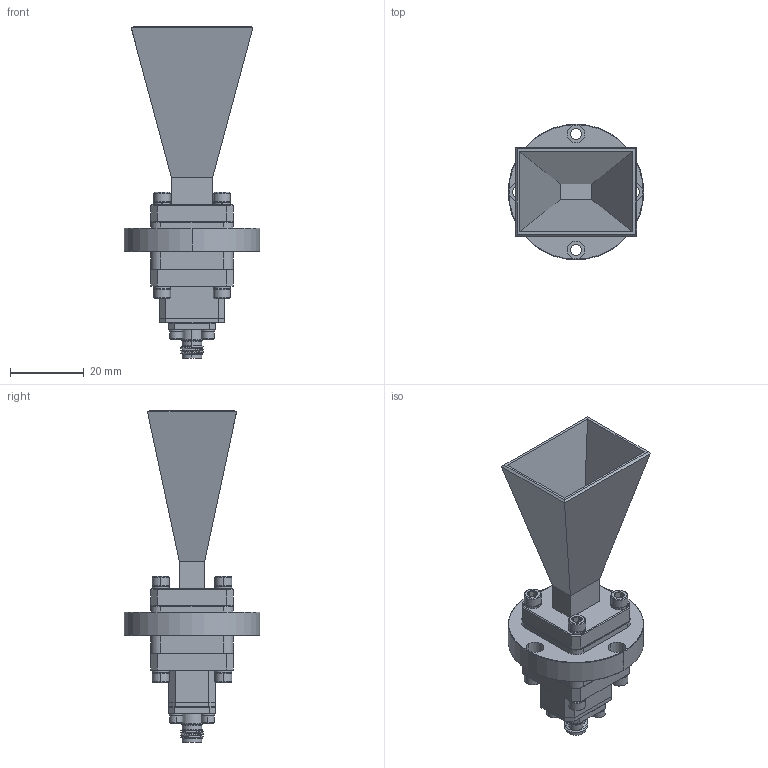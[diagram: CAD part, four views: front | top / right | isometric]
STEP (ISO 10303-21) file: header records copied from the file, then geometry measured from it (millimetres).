
FILE_DESCRIPTION (( 'STEP AP203' ), '1' );
FILE_NAME ('SAR-1725-34KF-E2-WR.STEP', '2019-10-25T21:44:54', ( '' ), ( '' ), 'SwSTEP 2.0', 'SolidWorks 2016', '' );
FILE_SCHEMA (( 'CONFIG_CONTROL_DESIGN' ));
Length unit declared in the file: inch
Products named in the file (1): SAR-1725-34KF-E2-WR
Bounding box: 36.83 x 36.83 x 90.13 mm (x, y, z)
Volume: 20472.5 mm3; surface area: 16684 mm2
Topology: 31 solids, 31 shells, 710 faces, 1515 edges, 914 vertices
Faces by surface type: plane 324, cylinder 210, cone 172, torus 2, bspline 2
Entity records: 20212 total; most frequent: CARTESIAN_POINT 4677, DIRECTION 3356, ORIENTED_EDGE 2990, EDGE_CURVE 1495, AXIS2_PLACEMENT_3D 1267, VERTEX_POINT 914, EDGE_LOOP 823, VECTOR 822
